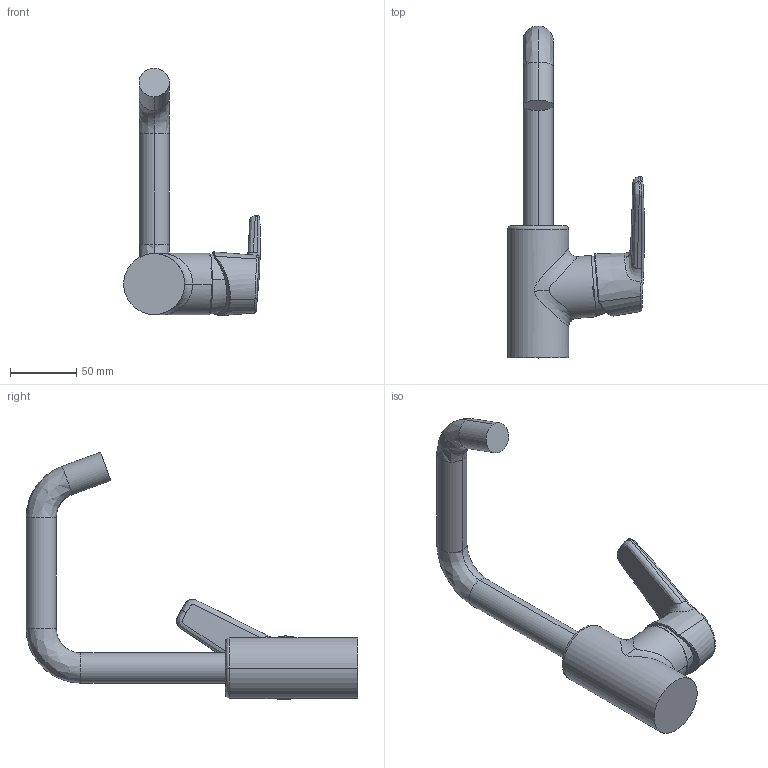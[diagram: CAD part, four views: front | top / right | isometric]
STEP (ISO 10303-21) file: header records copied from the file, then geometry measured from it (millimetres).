
FILE_DESCRIPTION (( 'STEP AP203' ), '1' );
FILE_NAME ('3907F(2016)+51542293+515422930037.STEP', '2019-03-26T05:34:45', ( '' ), ( '' ), 'SwSTEP 2.0', 'SolidWorks 2016', '' );
FILE_SCHEMA (( 'CONFIG_CONTROL_DESIGN' ));
Length unit declared in the file: millimetre
Products named in the file (1): 3907F(2016)+51542293+515422930037
Bounding box: 103.2 x 250.6 x 187.06 mm (x, y, z)
Volume: 406030.4 mm3; surface area: 52657.7 mm2
Topology: 1 solids, 1 shells, 61 faces, 174 edges, 117 vertices
Faces by surface type: bspline 42, cylinder 10, plane 6, torus 2, cone 1
Entity records: 18497 total; most frequent: CARTESIAN_POINT 17158, ORIENTED_EDGE 348, EDGE_CURVE 174, DIRECTION 146, VERTEX_POINT 117, B_SPLINE_CURVE_WITH_KNOTS 111, AXIS2_PLACEMENT_3D 66, EDGE_LOOP 63
